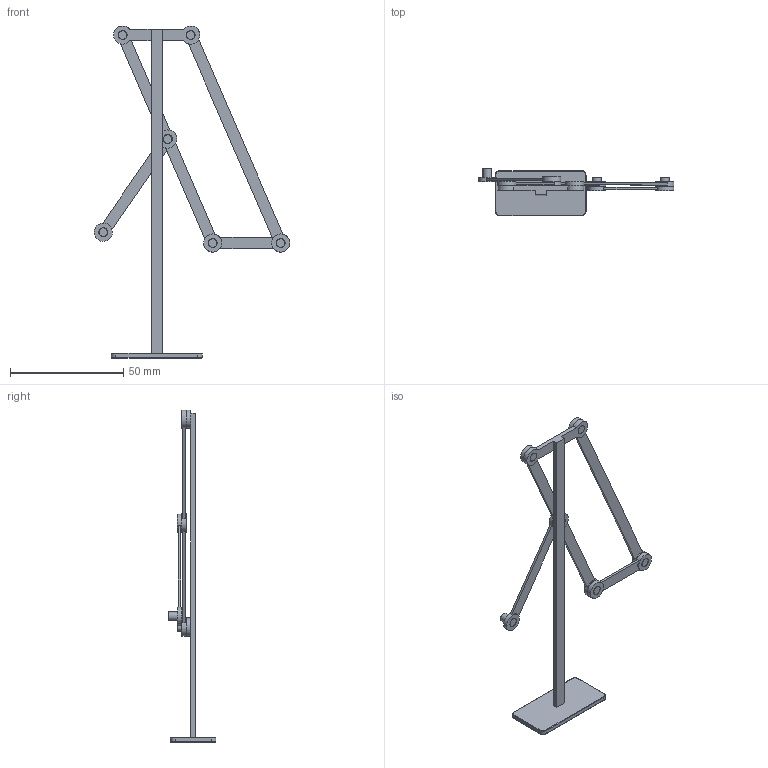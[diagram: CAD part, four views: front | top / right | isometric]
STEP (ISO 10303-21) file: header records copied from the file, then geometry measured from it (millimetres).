
FILE_DESCRIPTION(/* description */ ('STEP AP242','CAx-IF Rec.Pracs.---Representation and Presentation of Product Manufacturing Information (PMI)---4.0---2014-10-13','CAx-IF Rec.Pracs.---3D Tessellated Geometry---0.4---2014-09-14','2;1'),/* implementation_level */ '2;1');
FILE_NAME(/* name */ '68e83fc1cb54a74bd1bca908',/* time_stamp */ '2025-10-09T23:05:37Z',/* author */ (''),/* organization */ (''),/* preprocessor_version */ 'ST-DEVELOPER v20',/* originating_system */ 'ONSHAPE BY PTC INC, 1.204',/* authorisation */ ' ');
FILE_SCHEMA (('AP242_MANAGED_MODEL_BASED_3D_ENGINEERING_MIM_LF { 1 0 10303 442 1 1 4 }'));
Length unit declared in the file: metre
Products named in the file (12): Left Front Right Back Leg; Frame; BarEFup; CrankD; BarB; BarA; BarEF; BarB2; CrankD1p
Assembly tree (11 placements, depth 2):
  Left Front Right Back Leg
    Frame
    BarEFup
    CrankD
    BarB
    BarEFup
    BarEFup
    BarB
    BarA
    BarEF
    BarB2
    CrankD1p
Bounding box: 86.3 x 21 x 146.5 mm (x, y, z)
Volume: 5630.2 mm3; surface area: 9081.6 mm2
Topology: 11 solids, 11 shells, 113 faces, 237 edges, 152 vertices
Faces by surface type: plane 65, cylinder 40, torus 8
Full cylindrical faces by diameter (mm): 3.8 x6, 4 x11, 8 x9
Entity records: 3142 total; most frequent: DIRECTION 554, CARTESIAN_POINT 463, ORIENTED_EDGE 392, AXIS2_PLACEMENT_3D 233, EDGE_CURVE 196, EDGE_LOOP 172, FACE_BOUND 172, VERTEX_POINT 142
